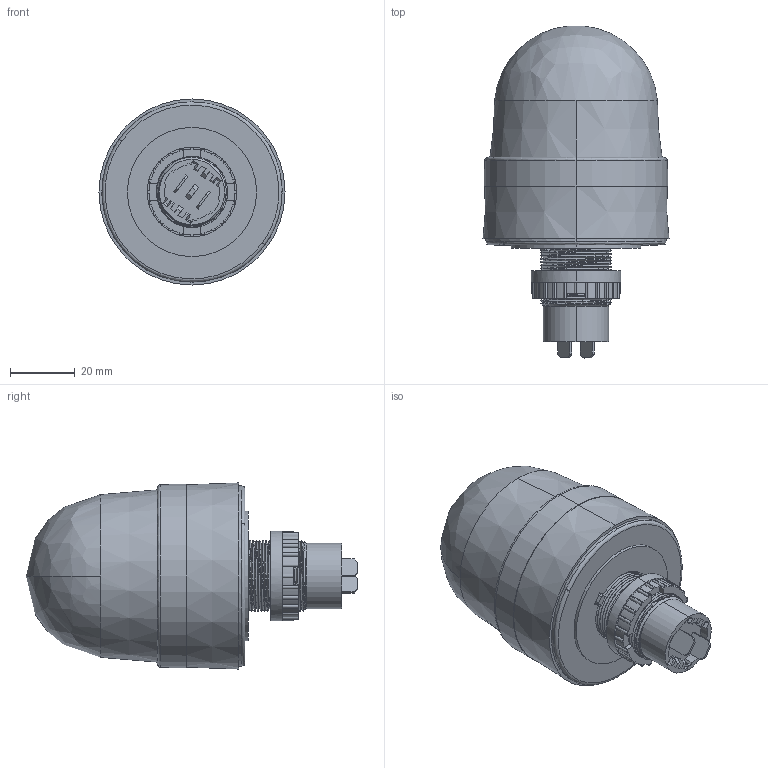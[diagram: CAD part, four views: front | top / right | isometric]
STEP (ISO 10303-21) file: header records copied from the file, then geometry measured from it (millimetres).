
FILE_DESCRIPTION (( 'STEP AP214' ), '1' );
FILE_NAME ('20710075.step', '2016-03-10T23:29:48', ( '' ), ( '' ), 'SwSTEP 2.0', 'SolidWorks 2015', '' );
FILE_SCHEMA (( 'AUTOMOTIVE_DESIGN' ));
Length unit declared in the file: inch
Products named in the file (1): 20710075
Bounding box: 57.63 x 102.8 x 57.63 mm (x, y, z)
Volume: 147747 mm3; surface area: 20034 mm2
Topology: 1 solids, 1 shells, 266 faces, 800 edges, 530 vertices
Faces by surface type: cylinder 120, plane 119, bspline 18, cone 9
Entity records: 21759 total; most frequent: CARTESIAN_POINT 11579, ORIENTED_EDGE 1600, DIRECTION 1307, EDGE_CURVE 800, VERTEX_POINT 530, AXIS2_PLACEMENT_3D 451, LINE 405, VECTOR 405
